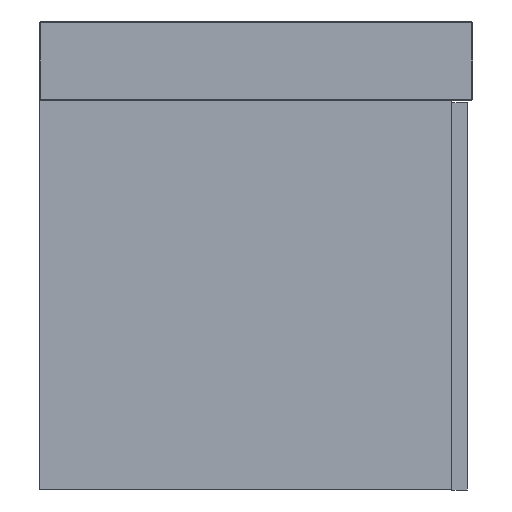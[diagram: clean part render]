
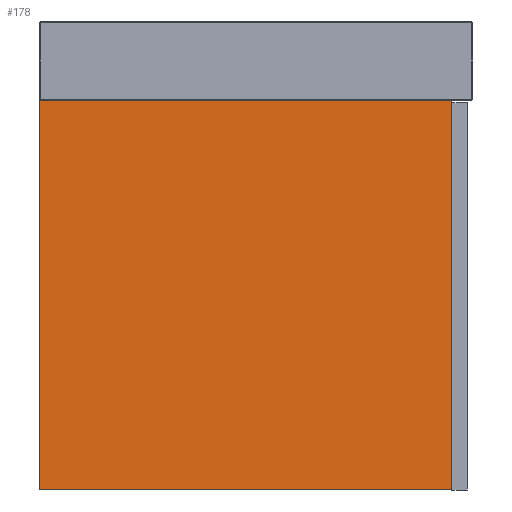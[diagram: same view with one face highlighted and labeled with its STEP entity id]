
A CAD part, left-side view. The second image highlights one B-rep face of the part: STEP entity #178.
In plain terms, the highlighted planar face has unit normal (-1, 0, 0).
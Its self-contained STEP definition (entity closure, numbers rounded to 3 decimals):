
#178=ADVANCED_FACE('',(#247),#1009,.T.);
#247=FACE_OUTER_BOUND('',#317,.T.);
#317=EDGE_LOOP('',(#430,#431,#432,#433));
#430=ORIENTED_EDGE('',*,*,#684,.F.);
#431=ORIENTED_EDGE('',*,*,#685,.F.);
#432=ORIENTED_EDGE('',*,*,#681,.F.);
#433=ORIENTED_EDGE('',*,*,#683,.F.);
#681=EDGE_CURVE('',#930,#931,#820,.T.);
#683=EDGE_CURVE('',#932,#930,#822,.T.);
#684=EDGE_CURVE('',#933,#932,#823,.T.);
#685=EDGE_CURVE('',#931,#933,#824,.T.);
#820=B_SPLINE_CURVE_WITH_KNOTS('',1,(#1522,#1523),.UNSPECIFIED.,.F.,.F.,
(2,2),(0.,476.),.UNSPECIFIED.);
#822=B_SPLINE_CURVE_WITH_KNOTS('',1,(#1526,#1527),.UNSPECIFIED.,.F.,.F.,
(2,2),(-450.,0.),.UNSPECIFIED.);
#823=B_SPLINE_CURVE_WITH_KNOTS('',1,(#1528,#1529),.UNSPECIFIED.,.F.,.F.,
(2,2),(-476.,0.),.UNSPECIFIED.);
#824=B_SPLINE_CURVE_WITH_KNOTS('',1,(#1530,#1531),.UNSPECIFIED.,.F.,.F.,
(2,2),(-450.,0.),.UNSPECIFIED.);
#930=VERTEX_POINT('',#1508);
#931=VERTEX_POINT('',#1509);
#932=VERTEX_POINT('',#1510);
#933=VERTEX_POINT('',#1511);
#1009=PLANE('',#1250);
#1250=AXIS2_PLACEMENT_3D('',#1500,#1343,$);
#1343=DIRECTION('',(-1.,0.,0.));
#1500=CARTESIAN_POINT('',(-446.5,-270.,-47.6));
#1508=CARTESIAN_POINT('',(-446.5,225.,0.));
#1509=CARTESIAN_POINT('',(-446.5,225.,476.));
#1510=CARTESIAN_POINT('',(-446.5,-225.,0.));
#1511=CARTESIAN_POINT('',(-446.5,-225.,476.));
#1522=CARTESIAN_POINT('',(-446.5,225.,0.));
#1523=CARTESIAN_POINT('',(-446.5,225.,476.));
#1526=CARTESIAN_POINT('',(-446.5,-225.,0.));
#1527=CARTESIAN_POINT('',(-446.5,225.,0.));
#1528=CARTESIAN_POINT('',(-446.5,-225.,476.));
#1529=CARTESIAN_POINT('',(-446.5,-225.,0.));
#1530=CARTESIAN_POINT('',(-446.5,225.,476.));
#1531=CARTESIAN_POINT('',(-446.5,-225.,476.));
